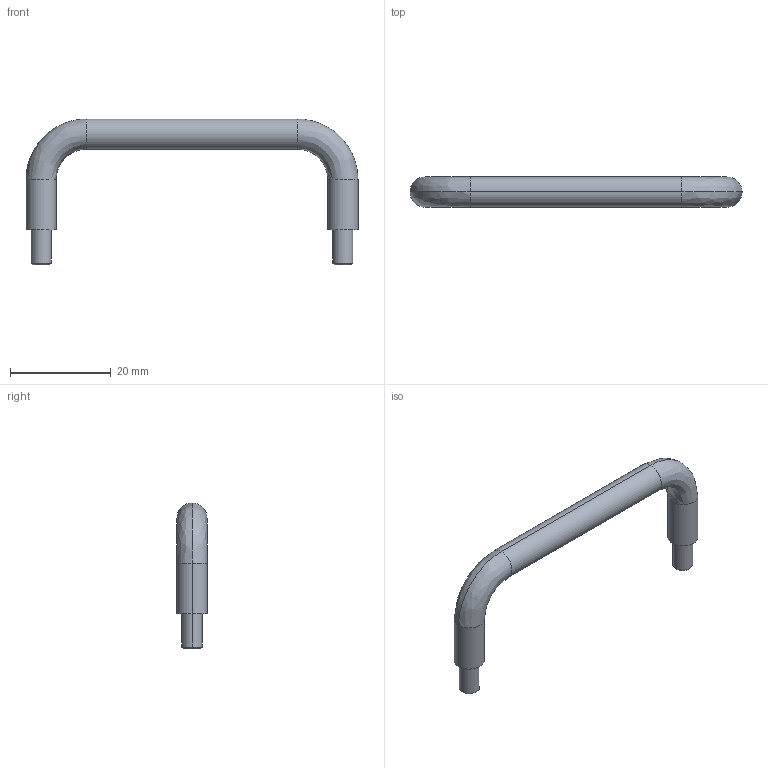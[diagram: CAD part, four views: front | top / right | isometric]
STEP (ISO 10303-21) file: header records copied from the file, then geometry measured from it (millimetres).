
FILE_DESCRIPTION( (''), '2;1');
FILE_NAME ('PC50.1864.THA_31SUS_3_NEJI_1146.stp','2021-09-06T11:23:49',(''),(''),'spGate 17.5.2','','');
FILE_SCHEMA (('AUTOMOTIVE_DESIGN'));
Length unit declared in the file: millimetre
Bounding box: 66 x 6 x 29 mm (x, y, z)
Volume: 2727.5 mm3; surface area: 1928.5 mm2
Topology: 1 solids, 1 shells, 22 faces, 42 edges, 24 vertices
Faces by surface type: cylinder 10, bspline 8, plane 4
Entity records: 1129 total; most frequent: CARTESIAN_POINT 338, ORIENTED_EDGE 84, DIRECTION 80, COLOUR_RGB 65, PRESENTATION_STYLE_ASSIGNMENT 65, STYLED_ITEM 65, EDGE_CURVE 42, DRAUGHTING_PRE_DEFINED_CURVE_FONT 42
